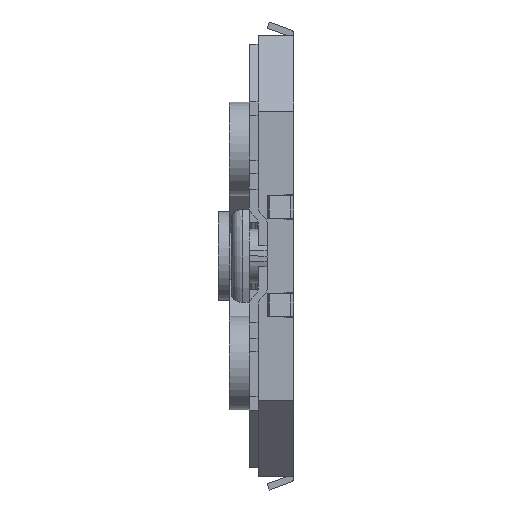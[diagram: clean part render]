
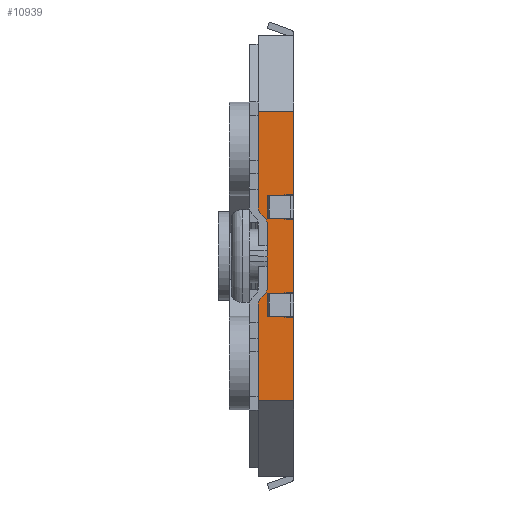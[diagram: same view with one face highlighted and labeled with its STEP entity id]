
A CAD part, left-side view. The second image highlights one B-rep face of the part: STEP entity #10939.
In plain terms, the highlighted planar face has unit normal (-1, 0, 0).
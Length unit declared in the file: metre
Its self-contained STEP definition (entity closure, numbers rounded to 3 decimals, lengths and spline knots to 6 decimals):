
#229=CIRCLE('',#14632,0.0002);
#230=CIRCLE('',#14633,0.0002);
#231=CIRCLE('',#14634,0.0002);
#232=CIRCLE('',#14635,0.0002);
#2163=ORIENTED_EDGE('',*,*,#4649,.F.);
#2164=ORIENTED_EDGE('',*,*,#4650,.T.);
#2165=ORIENTED_EDGE('',*,*,#4651,.F.);
#2166=ORIENTED_EDGE('',*,*,#4652,.F.);
#2167=ORIENTED_EDGE('',*,*,#4653,.F.);
#2168=ORIENTED_EDGE('',*,*,#4654,.T.);
#2169=ORIENTED_EDGE('',*,*,#4529,.T.);
#2170=ORIENTED_EDGE('',*,*,#4491,.F.);
#2171=ORIENTED_EDGE('',*,*,#4129,.T.);
#2172=ORIENTED_EDGE('',*,*,#4489,.F.);
#2173=ORIENTED_EDGE('',*,*,#4487,.T.);
#2174=ORIENTED_EDGE('',*,*,#4485,.T.);
#2175=ORIENTED_EDGE('',*,*,#4126,.T.);
#2176=ORIENTED_EDGE('',*,*,#4484,.F.);
#2177=ORIENTED_EDGE('',*,*,#4528,.T.);
#2178=ORIENTED_EDGE('',*,*,#4482,.T.);
#2179=ORIENTED_EDGE('',*,*,#4103,.F.);
#2180=ORIENTED_EDGE('',*,*,#4480,.F.);
#2181=ORIENTED_EDGE('',*,*,#4478,.F.);
#2182=ORIENTED_EDGE('',*,*,#4477,.T.);
#2183=ORIENTED_EDGE('',*,*,#4107,.F.);
#2184=ORIENTED_EDGE('',*,*,#4475,.T.);
#2185=ORIENTED_EDGE('',*,*,#4547,.T.);
#2186=ORIENTED_EDGE('',*,*,#4622,.F.);
#2187=ORIENTED_EDGE('',*,*,#4655,.F.);
#2188=ORIENTED_EDGE('',*,*,#4656,.T.);
#2189=ORIENTED_EDGE('',*,*,#4657,.F.);
#2190=ORIENTED_EDGE('',*,*,#4658,.F.);
#4103=EDGE_CURVE('',#5623,#5624,#6660,.T.);
#4107=EDGE_CURVE('',#5627,#5628,#6664,.T.);
#4126=EDGE_CURVE('',#5641,#5642,#6681,.T.);
#4129=EDGE_CURVE('',#5644,#5643,#6684,.T.);
#4475=EDGE_CURVE('',#5627,#5854,#7019,.T.);
#4477=EDGE_CURVE('',#5855,#5628,#7021,.T.);
#4478=EDGE_CURVE('',#5855,#5856,#7022,.T.);
#4480=EDGE_CURVE('',#5856,#5623,#7024,.T.);
#4482=EDGE_CURVE('',#5857,#5624,#7026,.T.);
#4484=EDGE_CURVE('',#5858,#5642,#7028,.T.);
#4485=EDGE_CURVE('',#5859,#5641,#7029,.T.);
#4487=EDGE_CURVE('',#5860,#5859,#7031,.T.);
#4489=EDGE_CURVE('',#5860,#5643,#7033,.T.);
#4491=EDGE_CURVE('',#5644,#5861,#7035,.T.);
#4528=EDGE_CURVE('',#5858,#5857,#7072,.T.);
#4529=EDGE_CURVE('',#5878,#5861,#7073,.T.);
#4547=EDGE_CURVE('',#5854,#5887,#7091,.T.);
#4622=EDGE_CURVE('',#5944,#5887,#7146,.T.);
#4649=EDGE_CURVE('',#5965,#5966,#7169,.T.);
#4650=EDGE_CURVE('',#5965,#5967,#229,.T.);
#4651=EDGE_CURVE('',#5968,#5967,#7170,.T.);
#4652=EDGE_CURVE('',#5969,#5968,#230,.T.);
#4653=EDGE_CURVE('',#5970,#5969,#7171,.T.);
#4654=EDGE_CURVE('',#5970,#5878,#7172,.T.);
#4655=EDGE_CURVE('',#5971,#5944,#7173,.T.);
#4656=EDGE_CURVE('',#5971,#5972,#231,.T.);
#4657=EDGE_CURVE('',#5973,#5972,#7174,.T.);
#4658=EDGE_CURVE('',#5966,#5973,#232,.T.);
#5623=VERTEX_POINT('',#18020);
#5624=VERTEX_POINT('',#18021);
#5627=VERTEX_POINT('',#18027);
#5628=VERTEX_POINT('',#18029);
#5641=VERTEX_POINT('',#18067);
#5642=VERTEX_POINT('',#18068);
#5643=VERTEX_POINT('',#18071);
#5644=VERTEX_POINT('',#18073);
#5854=VERTEX_POINT('',#18769);
#5855=VERTEX_POINT('',#18773);
#5856=VERTEX_POINT('',#18777);
#5857=VERTEX_POINT('',#18783);
#5858=VERTEX_POINT('',#18787);
#5859=VERTEX_POINT('',#18791);
#5860=VERTEX_POINT('',#18795);
#5861=VERTEX_POINT('',#18801);
#5878=VERTEX_POINT('',#18878);
#5887=VERTEX_POINT('',#18904);
#5944=VERTEX_POINT('',#19089);
#5965=VERTEX_POINT('',#19155);
#5966=VERTEX_POINT('',#19156);
#5967=VERTEX_POINT('',#19158);
#5968=VERTEX_POINT('',#19160);
#5969=VERTEX_POINT('',#19162);
#5970=VERTEX_POINT('',#19164);
#5971=VERTEX_POINT('',#19167);
#5972=VERTEX_POINT('',#19169);
#5973=VERTEX_POINT('',#19171);
#6660=LINE('',#18019,#7968);
#6664=LINE('',#18028,#7972);
#6681=LINE('',#18066,#7989);
#6684=LINE('',#18072,#7992);
#7019=LINE('',#18770,#8327);
#7021=LINE('',#18774,#8329);
#7022=LINE('',#18776,#8330);
#7024=LINE('',#18780,#8332);
#7026=LINE('',#18784,#8334);
#7028=LINE('',#18788,#8336);
#7029=LINE('',#18790,#8337);
#7031=LINE('',#18794,#8339);
#7033=LINE('',#18798,#8341);
#7035=LINE('',#18802,#8343);
#7072=LINE('',#18876,#8380);
#7073=LINE('',#18877,#8381);
#7091=LINE('',#18905,#8399);
#7146=LINE('',#19090,#8454);
#7169=LINE('',#19154,#8477);
#7170=LINE('',#19159,#8478);
#7171=LINE('',#19163,#8479);
#7172=LINE('',#19165,#8480);
#7173=LINE('',#19166,#8481);
#7174=LINE('',#19170,#8482);
#7968=VECTOR('',#15282,1.);
#7972=VECTOR('',#15286,1.);
#7989=VECTOR('',#15319,1.);
#7992=VECTOR('',#15322,1.);
#8327=VECTOR('',#15961,1.);
#8329=VECTOR('',#15965,1.);
#8330=VECTOR('',#15968,1.);
#8332=VECTOR('',#15972,1.);
#8334=VECTOR('',#15976,1.);
#8336=VECTOR('',#15980,1.);
#8337=VECTOR('',#15983,1.);
#8339=VECTOR('',#15987,1.);
#8341=VECTOR('',#15991,1.);
#8343=VECTOR('',#15995,1.);
#8380=VECTOR('',#16074,1.);
#8381=VECTOR('',#16075,1.);
#8399=VECTOR('',#16093,1.);
#8454=VECTOR('',#16214,1.);
#8477=VECTOR('',#16259,1.);
#8478=VECTOR('',#16262,1.);
#8479=VECTOR('',#16265,1.);
#8480=VECTOR('',#16266,1.);
#8481=VECTOR('',#16267,1.);
#8482=VECTOR('',#16270,1.);
#9390=EDGE_LOOP('',(#2163,#2164,#2165,#2166,#2167,#2168,#2169,#2170,#2171,
#2172,#2173,#2174,#2175,#2176,#2177,#2178,#2179,#2180,#2181,#2182,#2183,
#2184,#2185,#2186,#2187,#2188,#2189,#2190));
#9954=FACE_BOUND('',#9390,.T.);
#10480=PLANE('',#14631);
#10939=ADVANCED_FACE('',(#9954),#10480,.F.);
#14631=AXIS2_PLACEMENT_3D('',#19153,#16257,#16258);
#14632=AXIS2_PLACEMENT_3D('',#19157,#16260,#16261);
#14633=AXIS2_PLACEMENT_3D('',#19161,#16263,#16264);
#14634=AXIS2_PLACEMENT_3D('',#19168,#16268,#16269);
#14635=AXIS2_PLACEMENT_3D('',#19172,#16271,#16272);
#15282=DIRECTION('',(0.,0.,-1.));
#15286=DIRECTION('',(0.,0.,-1.));
#15319=DIRECTION('',(0.,0.,1.));
#15322=DIRECTION('',(0.,0.,1.));
#15961=DIRECTION('',(0.,-1.,0.));
#15965=DIRECTION('',(0.,1.,0.));
#15968=DIRECTION('',(0.,0.,-1.));
#15972=DIRECTION('',(0.,1.,0.));
#15976=DIRECTION('',(0.,1.,0.));
#15980=DIRECTION('',(0.,1.,0.));
#15983=DIRECTION('',(0.,1.,0.));
#15987=DIRECTION('',(0.,0.,1.));
#15991=DIRECTION('',(0.,1.,0.));
#15995=DIRECTION('',(0.,-1.,0.));
#16074=DIRECTION('',(0.,0.,1.));
#16075=DIRECTION('',(0.,0.,1.));
#16093=DIRECTION('',(0.,0.,1.));
#16214=DIRECTION('',(0.,-1.,0.));
#16257=DIRECTION('',(1.,0.,0.));
#16258=DIRECTION('',(0.,0.,-1.));
#16259=DIRECTION('',(0.,0.,1.));
#16260=DIRECTION('',(1.,0.,0.));
#16261=DIRECTION('',(0.,0.,-1.));
#16262=DIRECTION('',(0.,-0.707,0.707));
#16263=DIRECTION('',(1.,0.,0.));
#16264=DIRECTION('',(0.,0.,-1.));
#16265=DIRECTION('',(0.,0.,1.));
#16266=DIRECTION('',(0.,-1.,0.));
#16267=DIRECTION('',(0.,0.,1.));
#16268=DIRECTION('',(-1.,0.,0.));
#16269=DIRECTION('',(0.,0.,1.));
#16270=DIRECTION('',(0.,0.707,0.707));
#16271=DIRECTION('',(-1.,0.,0.));
#16272=DIRECTION('',(0.,0.,1.));
#18019=CARTESIAN_POINT('',(-0.00495,-0.0008,0.003482));
#18020=CARTESIAN_POINT('',(-0.00495,-0.0008,0.00085));
#18021=CARTESIAN_POINT('',(-0.00495,-0.0008,0.00083));
#18027=CARTESIAN_POINT('',(-0.00495,-0.0008,0.00137));
#18028=CARTESIAN_POINT('',(-0.00495,-0.0008,0.003482));
#18029=CARTESIAN_POINT('',(-0.00495,-0.0008,0.00135));
#18066=CARTESIAN_POINT('',(-0.00495,-0.0008,0.003381));
#18067=CARTESIAN_POINT('',(-0.00495,-0.0008,-0.00085));
#18068=CARTESIAN_POINT('',(-0.00495,-0.0008,-0.00083));
#18071=CARTESIAN_POINT('',(-0.00495,-0.0008,-0.00135));
#18072=CARTESIAN_POINT('',(-0.00495,-0.0008,0.003381));
#18073=CARTESIAN_POINT('',(-0.00495,-0.0008,-0.00137));
#18769=CARTESIAN_POINT('',(-0.00495,-0.001,0.00137));
#18770=CARTESIAN_POINT('',(-0.00495,-0.0008,0.00137));
#18773=CARTESIAN_POINT('',(-0.00495,-0.000836,0.00135));
#18774=CARTESIAN_POINT('',(-0.00495,-0.000836,0.00135));
#18776=CARTESIAN_POINT('',(-0.00495,-0.000836,0.00135));
#18777=CARTESIAN_POINT('',(-0.00495,-0.000836,0.00085));
#18780=CARTESIAN_POINT('',(-0.00495,-0.000836,0.00085));
#18783=CARTESIAN_POINT('',(-0.00495,-0.001,0.00083));
#18784=CARTESIAN_POINT('',(-0.00495,-0.001,0.00083));
#18787=CARTESIAN_POINT('',(-0.00495,-0.001,-0.00083));
#18788=CARTESIAN_POINT('',(-0.00495,-0.001,-0.00083));
#18790=CARTESIAN_POINT('',(-0.00495,-0.000836,-0.00085));
#18791=CARTESIAN_POINT('',(-0.00495,-0.000836,-0.00085));
#18794=CARTESIAN_POINT('',(-0.00495,-0.000836,0.003381));
#18795=CARTESIAN_POINT('',(-0.00495,-0.000836,-0.00135));
#18798=CARTESIAN_POINT('',(-0.00495,-0.000836,-0.00135));
#18801=CARTESIAN_POINT('',(-0.00495,-0.001,-0.00137));
#18802=CARTESIAN_POINT('',(-0.00495,-0.0008,-0.00137));
#18876=CARTESIAN_POINT('',(-0.00495,-0.001,-0.00083));
#18877=CARTESIAN_POINT('',(-0.00495,-0.001,-0.003251));
#18878=CARTESIAN_POINT('',(-0.00495,-0.001,-0.003251));
#18904=CARTESIAN_POINT('',(-0.00495,-0.001,0.003251));
#18905=CARTESIAN_POINT('',(-0.00495,-0.001,0.00137));
#19089=CARTESIAN_POINT('',(-0.00495,-0.0002,0.003251));
#19090=CARTESIAN_POINT('',(-0.00495,-0.000182,0.003251));
#19153=CARTESIAN_POINT('',(-0.00495,-0.001018,0.003381));
#19154=CARTESIAN_POINT('',(-0.00495,-0.0004,0.004969));
#19155=CARTESIAN_POINT('',(-0.00495,-0.0004,-0.000718));
#19156=CARTESIAN_POINT('',(-0.00495,-0.0004,0.000718));
#19157=CARTESIAN_POINT('',(-0.00495,-0.0002,-0.000718));
#19158=CARTESIAN_POINT('',(-0.00495,-0.000341,-0.000859));
#19159=CARTESIAN_POINT('',(-0.00495,-0.0028,0.001599));
#19160=CARTESIAN_POINT('',(-0.00495,-0.000259,-0.000942));
#19161=CARTESIAN_POINT('',(-0.00495,-0.0004,-0.001084));
#19162=CARTESIAN_POINT('',(-0.00495,-0.0002,-0.001084));
#19163=CARTESIAN_POINT('',(-0.00495,-0.0002,0.003802));
#19164=CARTESIAN_POINT('',(-0.00495,-0.0002,-0.003251));
#19165=CARTESIAN_POINT('',(-0.00495,-0.001018,-0.003251));
#19166=CARTESIAN_POINT('',(-0.00495,-0.0002,0.003802));
#19167=CARTESIAN_POINT('',(-0.00495,-0.0002,0.001084));
#19168=CARTESIAN_POINT('',(-0.00495,-0.0004,0.001084));
#19169=CARTESIAN_POINT('',(-0.00495,-0.000259,0.000942));
#19170=CARTESIAN_POINT('',(-0.00495,0.000581,0.001782));
#19171=CARTESIAN_POINT('',(-0.00495,-0.000341,0.000859));
#19172=CARTESIAN_POINT('',(-0.00495,-0.0002,0.000718));
